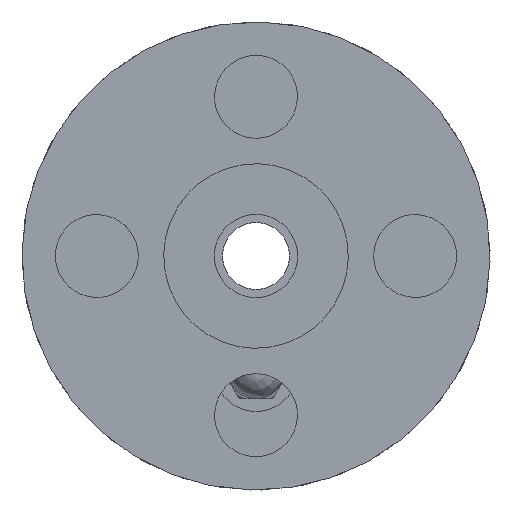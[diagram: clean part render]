
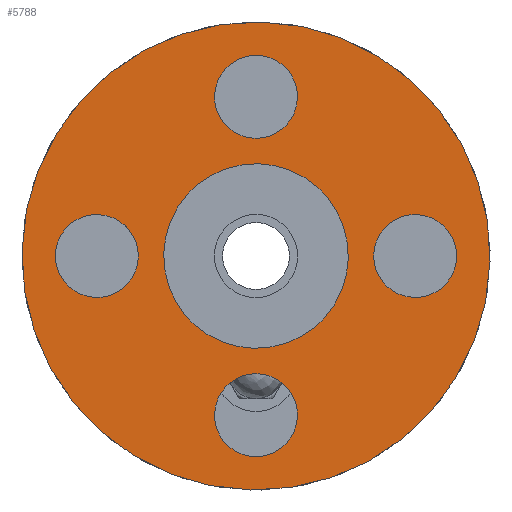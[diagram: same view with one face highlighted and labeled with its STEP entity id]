
A CAD part, front view. The second image highlights one B-rep face of the part: STEP entity #5788.
In plain terms, the highlighted face is planar.
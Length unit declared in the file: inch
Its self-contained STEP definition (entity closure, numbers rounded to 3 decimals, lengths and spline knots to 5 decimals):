
#5717=CARTESIAN_POINT('',(0.0,0.69,0.0));
#5718=DIRECTION('',(0.0,0.0,-1.0));
#5719=DIRECTION('',(-1.0,0.0,0.0));
#5720=AXIS2_PLACEMENT_3D('',#5717,#5718,#5719);
#5721=PLANE('',#5720);
#5722=CARTESIAN_POINT('',(0.83899,1.53577,0.));
#5723=VERTEX_POINT('',#5722);
#5724=CARTESIAN_POINT('',(0.0,0.0,0.));
#5725=DIRECTION('',(0.0,0.0,-1.0));
#5726=DIRECTION('',(1.0,0.0,0.0));
#5727=AXIS2_PLACEMENT_3D('',#5724,#5725,#5726);
#5728=CIRCLE('',#5727,1.75);
#5729=EDGE_CURVE('',#5723,#5723,#5728,.T.);
#5730=ORIENTED_EDGE('',*,*,#5729,.T.);
#5731=EDGE_LOOP('',(#5730));
#5732=FACE_OUTER_BOUND('',#5731,.T.);
#5733=CARTESIAN_POINT('',(0.14862,1.46205,0.));
#5734=VERTEX_POINT('',#5733);
#5735=CARTESIAN_POINT('',(0.,1.19,0.0));
#5736=DIRECTION('',(0.0,0.0,-1.0));
#5737=DIRECTION('',(1.0,0.0,0.0));
#5738=AXIS2_PLACEMENT_3D('',#5735,#5736,#5737);
#5739=CIRCLE('',#5738,0.31);
#5740=EDGE_CURVE('',#5734,#5734,#5739,.T.);
#5741=ORIENTED_EDGE('',*,*,#5740,.F.);
#5742=EDGE_LOOP('',(#5741));
#5743=FACE_BOUND('',#5742,.T.);
#5744=CARTESIAN_POINT('',(-1.46205,0.14862,0.));
#5745=VERTEX_POINT('',#5744);
#5746=CARTESIAN_POINT('',(-1.19,0.,0.0));
#5747=DIRECTION('',(0.0,0.0,-1.0));
#5748=DIRECTION('',(1.0,0.0,0.0));
#5749=AXIS2_PLACEMENT_3D('',#5746,#5747,#5748);
#5750=CIRCLE('',#5749,0.31);
#5751=EDGE_CURVE('',#5745,#5745,#5750,.T.);
#5752=ORIENTED_EDGE('',*,*,#5751,.F.);
#5753=EDGE_LOOP('',(#5752));
#5754=FACE_BOUND('',#5753,.T.);
#5755=CARTESIAN_POINT('',(-0.14862,-1.46205,0.));
#5756=VERTEX_POINT('',#5755);
#5757=CARTESIAN_POINT('',(0.,-1.19,0.0));
#5758=DIRECTION('',(0.0,0.0,-1.0));
#5759=DIRECTION('',(1.0,0.0,0.0));
#5760=AXIS2_PLACEMENT_3D('',#5757,#5758,#5759);
#5761=CIRCLE('',#5760,0.31);
#5762=EDGE_CURVE('',#5756,#5756,#5761,.T.);
#5763=ORIENTED_EDGE('',*,*,#5762,.F.);
#5764=EDGE_LOOP('',(#5763));
#5765=FACE_BOUND('',#5764,.T.);
#5766=CARTESIAN_POINT('',(0.3308,0.60553,0.0));
#5767=VERTEX_POINT('',#5766);
#5768=CARTESIAN_POINT('',(0.0,0.0,0.0));
#5769=DIRECTION('',(0.0,0.0,-1.0));
#5770=DIRECTION('',(1.0,0.0,0.0));
#5771=AXIS2_PLACEMENT_3D('',#5768,#5769,#5770);
#5772=CIRCLE('',#5771,0.69);
#5773=EDGE_CURVE('',#5767,#5767,#5772,.T.);
#5774=ORIENTED_EDGE('',*,*,#5773,.F.);
#5775=EDGE_LOOP('',(#5774));
#5776=FACE_BOUND('',#5775,.T.);
#5777=CARTESIAN_POINT('',(1.46205,-0.14862,0.));
#5778=VERTEX_POINT('',#5777);
#5779=CARTESIAN_POINT('',(1.19,0.0,0.0));
#5780=DIRECTION('',(0.0,0.0,-1.0));
#5781=DIRECTION('',(1.0,0.0,0.0));
#5782=AXIS2_PLACEMENT_3D('',#5779,#5780,#5781);
#5783=CIRCLE('',#5782,0.31);
#5784=EDGE_CURVE('',#5778,#5778,#5783,.T.);
#5785=ORIENTED_EDGE('',*,*,#5784,.F.);
#5786=EDGE_LOOP('',(#5785));
#5787=FACE_BOUND('',#5786,.T.);
#5788=ADVANCED_FACE('',(#5732,#5743,#5754,#5765,#5776,#5787),#5721,.T.);
